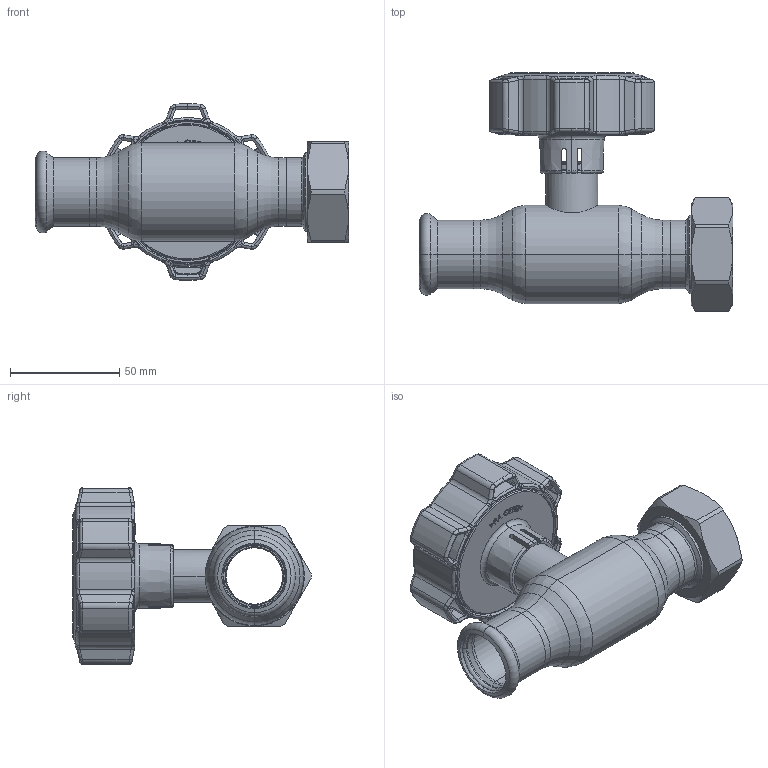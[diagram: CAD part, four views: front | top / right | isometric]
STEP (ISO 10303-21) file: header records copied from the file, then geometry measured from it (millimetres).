
FILE_DESCRIPTION (( 'STEP AP214' ), '1' );
FILE_NAME ('1025001400-1200.step', '2024-01-15T11:23:48', ( '' ), ( '' ), 'SwSTEP 2.0', 'SolidWorks 2021', '' );
FILE_SCHEMA (( 'AUTOMOTIVE_DESIGN' ));
Length unit declared in the file: millimetre
Products named in the file (1): 1025001400-1200
Bounding box: 143.5 x 109.1 x 81 mm (x, y, z)
Surface area: 55785.4 mm2 (no closed solid volume)
Topology: 0 solids, 17 shells, 608 faces, 1882 edges, 1251 vertices
Faces by surface type: bspline 193, cylinder 147, plane 113, cone 87, torus 67, sphere 1
Entity records: 38847 total; most frequent: CARTESIAN_POINT 17645, ORIENTED_EDGE 3216, DIRECTION 2423, EDGE_CURVE 1882, VERTEX_POINT 1251, AXIS2_PLACEMENT_3D 963, B_SPLINE_CURVE_WITH_KNOTS 796, EDGE_LOOP 642
